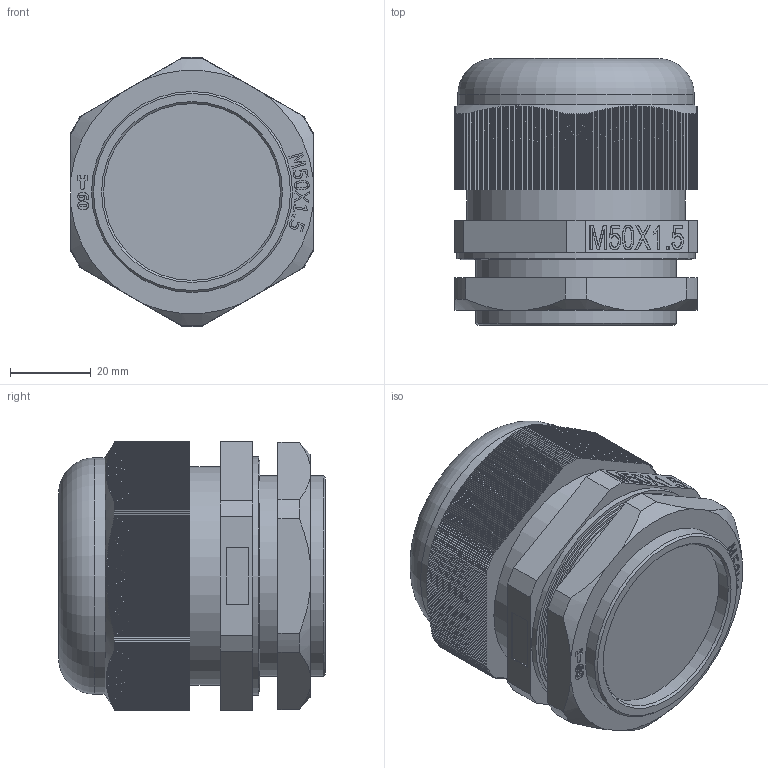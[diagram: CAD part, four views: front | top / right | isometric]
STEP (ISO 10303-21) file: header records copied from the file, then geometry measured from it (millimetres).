
FILE_DESCRIPTION(/* description */ ('','CAx-IF Rec.Pracs.---Representation and Presentation of Product Manufacturing Information (PMI)---4.0---2014-10-13'),/* implementation_level */ '2;1');
FILE_NAME(/* name */ 'ЗЭТАРУС MG50.stp',/* time_stamp */ '2022-10-03T08:59:36+07:00',/* author */ ('zeta-09'),/* organization */ (''),/* preprocessor_version */ 'ST-DEVELOPER v18.1',/* originating_system */ 'Autodesk Inventor 2021',/* authorisation */ '');
FILE_SCHEMA (('AP242_MANAGED_MODEL_BASED_3D_ENGINEERING_MIM_LF { 1 0 10303 442 1 1 4 }'));
Length unit declared in the file: millimetre
Products named in the file (1): Деталь2
Bounding box: 60 x 66.1 x 66.7 mm (x, y, z)
Volume: 170249.4 mm3; surface area: 27350.4 mm2
Topology: 1 solids, 3 shells, 1275 faces, 3677 edges, 2451 vertices
Faces by surface type: plane 1090, bspline 148, cylinder 24, cone 9, torus 4
Full cylindrical faces by diameter (mm): 40 x1, 43.8 x1, 49.8 x2, 54.2 x1, 58.6 x1, 59 x1
Entity records: 42408 total; most frequent: CARTESIAN_POINT 11073, ORIENTED_EDGE 7352, DIRECTION 4852, EDGE_CURVE 3677, VERTEX_POINT 2451, LINE 2428, VECTOR 2428, EDGE_LOOP 1320
